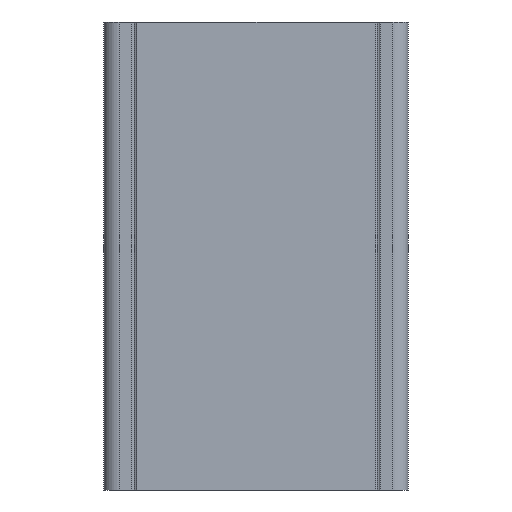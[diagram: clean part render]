
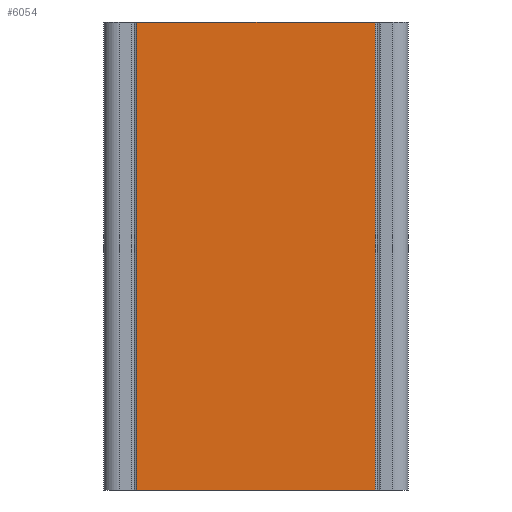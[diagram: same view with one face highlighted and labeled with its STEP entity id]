
A CAD part, front view. The second image highlights one B-rep face of the part: STEP entity #6054.
In plain terms, the highlighted planar face has unit normal (0, -1, 0).
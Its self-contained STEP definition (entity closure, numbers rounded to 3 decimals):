
#5996=CARTESIAN_POINT('',(30.516,0.0,120.0));
#5997=VERTEX_POINT('',#5996);
#6005=CARTESIAN_POINT('',(30.516,0.0,0.0));
#6006=VERTEX_POINT('',#6005);
#6007=CARTESIAN_POINT('',(30.516,0.0,0.0));
#6008=DIRECTION('',(0.0,0.0,1.0));
#6009=VECTOR('',#6008,120.0);
#6010=LINE('',#6007,#6009);
#6011=EDGE_CURVE('',#6006,#5997,#6010,.T.);
#6024=CARTESIAN_POINT('',(30.516,0.0,0.0));
#6025=DIRECTION('',(0.0,-1.0,0.0));
#6026=DIRECTION('',(0.0,0.0,-1.0));
#6027=AXIS2_PLACEMENT_3D('',#6024,#6025,#6026);
#6028=PLANE('',#6027);
#6029=CARTESIAN_POINT('',(-30.516,0.0,120.0));
#6030=VERTEX_POINT('',#6029);
#6031=CARTESIAN_POINT('',(30.516,0.0,120.0));
#6032=DIRECTION('',(-1.0,0.0,0.0));
#6033=VECTOR('',#6032,61.031);
#6034=LINE('',#6031,#6033);
#6035=EDGE_CURVE('',#5997,#6030,#6034,.T.);
#6036=ORIENTED_EDGE('',*,*,#6035,.T.);
#6037=CARTESIAN_POINT('',(-30.516,0.0,0.0));
#6038=VERTEX_POINT('',#6037);
#6039=CARTESIAN_POINT('',(-30.516,0.0,0.0));
#6040=DIRECTION('',(0.0,0.0,1.0));
#6041=VECTOR('',#6040,120.0);
#6042=LINE('',#6039,#6041);
#6043=EDGE_CURVE('',#6038,#6030,#6042,.T.);
#6044=ORIENTED_EDGE('',*,*,#6043,.F.);
#6045=CARTESIAN_POINT('',(30.516,0.0,0.0));
#6046=DIRECTION('',(-1.0,0.0,0.0));
#6047=VECTOR('',#6046,61.031);
#6048=LINE('',#6045,#6047);
#6049=EDGE_CURVE('',#6006,#6038,#6048,.T.);
#6050=ORIENTED_EDGE('',*,*,#6049,.F.);
#6051=ORIENTED_EDGE('',*,*,#6011,.T.);
#6052=EDGE_LOOP('',(#6036,#6044,#6050,#6051));
#6053=FACE_OUTER_BOUND('',#6052,.T.);
#6054=ADVANCED_FACE('',(#6053),#6028,.T.);
